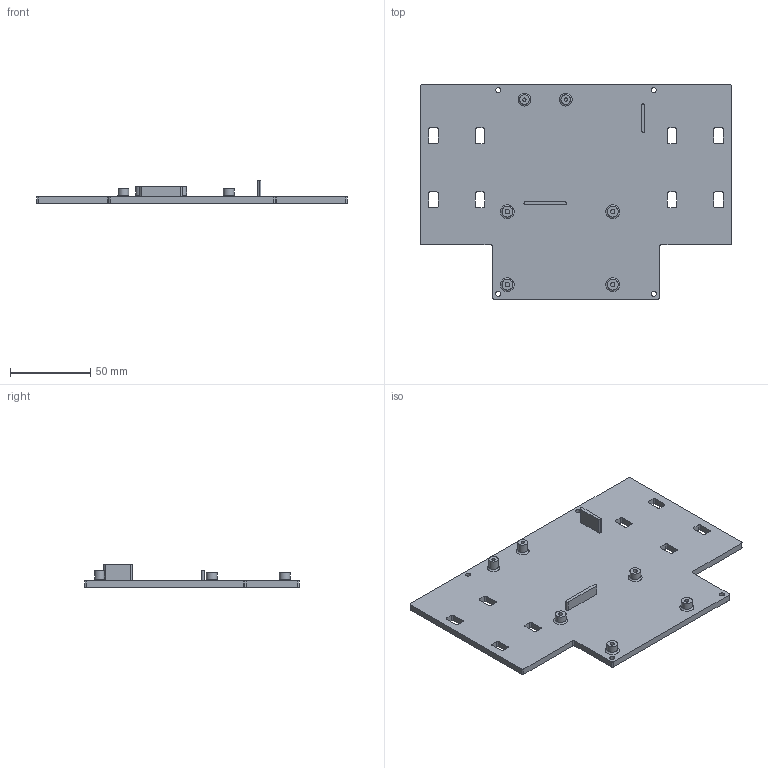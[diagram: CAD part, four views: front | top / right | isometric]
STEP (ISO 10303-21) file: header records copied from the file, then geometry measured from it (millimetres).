
FILE_DESCRIPTION(/* description */ (''),/* implementation_level */ '2;1');
FILE_NAME(/* name */ 'bluezone_sensor_housing_base.step',/* time_stamp */ '2024-08-29T11:25:02-04:00',/* author */ (''),/* organization */ (''),/* preprocessor_version */ 'ST-DEVELOPER v20',/* originating_system */ 'Autodesk Translation Framework v13.14.0.145',/* authorisation */ '');
FILE_SCHEMA (('AUTOMOTIVE_DESIGN { 1 0 10303 214 3 1 1 }'));
Length unit declared in the file: millimetre
Products named in the file (1): box_base
Bounding box: 193.84 x 134 x 14.06 mm (x, y, z)
Volume: 91216.2 mm3; surface area: 50140.9 mm2
Topology: 1 solids, 1 shells, 132 faces, 344 edges, 228 vertices
Faces by surface type: cylinder 62, plane 60, torus 6, cone 4
Full cylindrical faces by diameter (mm): 2 x2, 2.7 x4, 3.2 x4, 6 x2, 6.7 x4
Entity records: 4183 total; most frequent: DIRECTION 756, CARTESIAN_POINT 705, ORIENTED_EDGE 688, EDGE_CURVE 344, AXIS2_PLACEMENT_3D 279, VERTEX_POINT 228, LINE 198, VECTOR 198
